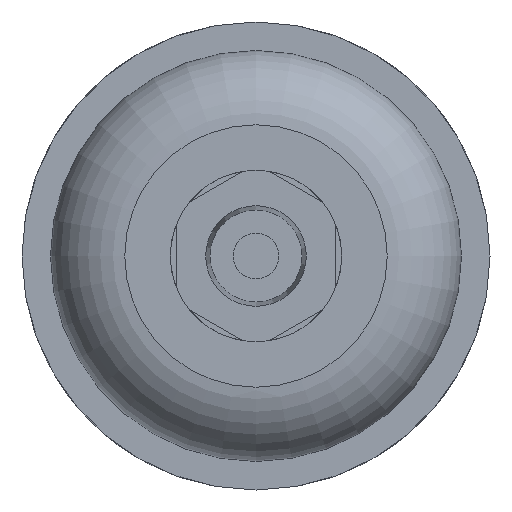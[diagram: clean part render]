
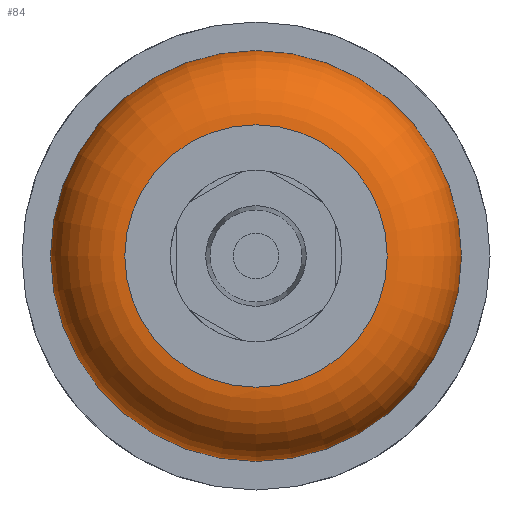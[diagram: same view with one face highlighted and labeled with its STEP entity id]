
A CAD part, front view. The second image highlights one B-rep face of the part: STEP entity #84.
In plain terms, the highlighted toroidal (fillet/blend) face has major radius 11 mm and minor radius 7 mm.
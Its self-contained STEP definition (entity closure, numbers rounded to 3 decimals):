
#84 = ADVANCED_FACE( '', ( #159, #160 ), #161, .T. );
#159 = FACE_OUTER_BOUND( '', #291, .T. );
#160 = FACE_OUTER_BOUND( '', #292, .T. );
#161 = TOROIDAL_SURFACE( '', #293, 11., 7. );
#291 = EDGE_LOOP( '', ( #453 ) );
#292 = EDGE_LOOP( '', ( #454 ) );
#293 = AXIS2_PLACEMENT_3D( '', #455, #456, #457 );
#453 = ORIENTED_EDGE( '', *, *, #788, .T. );
#454 = ORIENTED_EDGE( '', *, *, #789, .F. );
#455 = CARTESIAN_POINT( '', ( 0., 30., 0. ) );
#456 = DIRECTION( '', ( 0., -1., 0. ) );
#457 = DIRECTION( '', ( 0., 0., -1. ) );
#788 = EDGE_CURVE( '', #916, #916, #917, .T. );
#789 = EDGE_CURVE( '', #918, #918, #919, .T. );
#916 = VERTEX_POINT( '', #1104 );
#917 = CIRCLE( '', #1105, 18. );
#918 = VERTEX_POINT( '', #1106 );
#919 = CIRCLE( '', #1107, 11. );
#1104 = CARTESIAN_POINT( '', ( 0., 30., -18. ) );
#1105 = AXIS2_PLACEMENT_3D( '', #1340, #1341, #1342 );
#1106 = CARTESIAN_POINT( '', ( 0., 23., -11. ) );
#1107 = AXIS2_PLACEMENT_3D( '', #1343, #1344, #1345 );
#1340 = CARTESIAN_POINT( '', ( 0., 30., 0. ) );
#1341 = DIRECTION( '', ( 0., -1., 0. ) );
#1342 = DIRECTION( '', ( 0., 0., -1. ) );
#1343 = CARTESIAN_POINT( '', ( 0., 23., 0. ) );
#1344 = DIRECTION( '', ( 0., -1., 0. ) );
#1345 = DIRECTION( '', ( 0., 0., -1. ) );
